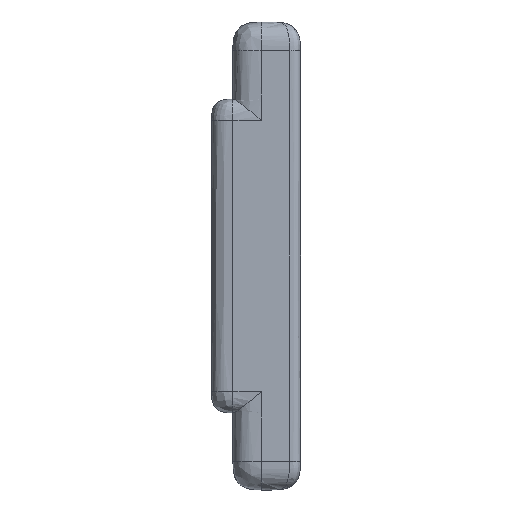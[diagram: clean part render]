
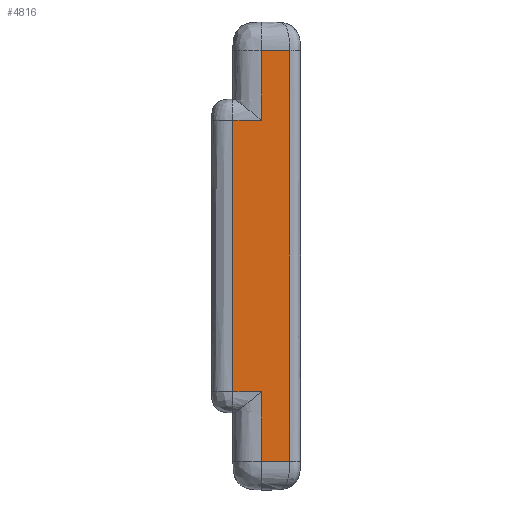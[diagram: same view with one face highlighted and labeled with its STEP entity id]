
A CAD part, left-side view. The second image highlights one B-rep face of the part: STEP entity #4816.
In plain terms, the highlighted planar face has unit normal (-1, 0, 0).
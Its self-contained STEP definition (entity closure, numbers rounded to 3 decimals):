
#53 = CARTESIAN_POINT ( 'NONE',  ( -29.4, 2.74, 11. ) ) ;
#446 = EDGE_CURVE ( 'NONE', #737, #13110, #7593, .T. ) ;
#737 = VERTEX_POINT ( 'NONE', #7328 ) ;
#956 = CARTESIAN_POINT ( 'NONE',  ( -29.4, 2.74, 9.5 ) ) ;
#1633 = EDGE_CURVE ( 'NONE', #4158, #14462, #12110, .T. ) ;
#1660 = VERTEX_POINT ( 'NONE', #11070 ) ;
#1725 = CARTESIAN_POINT ( 'NONE',  ( -29.4, 2.74, -11. ) ) ;
#2207 = CARTESIAN_POINT ( 'NONE',  ( -29.4, 2.74, 11. ) ) ;
#2866 = EDGE_CURVE ( 'NONE', #11493, #737, #15534, .T. ) ;
#2996 = B_SPLINE_CURVE_WITH_KNOTS ( 'NONE', 3,
 ( #5443, #5366, #14241, #9122 ),
 .UNSPECIFIED., .F., .F.,
 ( 4, 4 ),
 ( 0., 1. ),
 .UNSPECIFIED. ) ;
#3058 = CARTESIAN_POINT ( 'NONE',  ( -29.4, 4.073, 9.5 ) ) ;
#3180 = CARTESIAN_POINT ( 'NONE',  ( -29.4, 4.74, -9.5 ) ) ;
#3229 = CARTESIAN_POINT ( 'NONE',  ( -29.4, 0.75, 4.8 ) ) ;
#3267 = CARTESIAN_POINT ( 'NONE',  ( -29.4, 4.74, -9.5 ) ) ;
#3351 = CARTESIAN_POINT ( 'NONE',  ( -29.4, 2.74, -13.267 ) ) ;
#3731 = VERTEX_POINT ( 'NONE', #9723 ) ;
#3851 = VERTEX_POINT ( 'NONE', #6469 ) ;
#4158 = VERTEX_POINT ( 'NONE', #53 ) ;
#4213 = CARTESIAN_POINT ( 'NONE',  ( -29.4, 6.24, 11. ) ) ;
#4309 = CARTESIAN_POINT ( 'NONE',  ( -29.4, 2.74, 9.5 ) ) ;
#4341 = CARTESIAN_POINT ( 'NONE',  ( -29.4, 4.74, -3.167 ) ) ;
#4538 = B_SPLINE_CURVE_WITH_KNOTS ( 'NONE', 3,
 ( #12845, #13172, #6462, #6547 ),
 .UNSPECIFIED., .F., .F.,
 ( 4, 4 ),
 ( 0., 1. ),
 .UNSPECIFIED. ) ;
#4761 = ORIENTED_EDGE ( 'NONE', *, *, #1633, .T. ) ;
#4816 = ADVANCED_FACE ( 'NONE', ( #5536 ), #9047, .F. ) ;
#5109 = B_SPLINE_CURVE_WITH_KNOTS ( 'NONE', 3,
 ( #10720, #9577, #4341, #3180 ),
 .UNSPECIFIED., .F., .F.,
 ( 4, 4 ),
 ( 0., 1. ),
 .UNSPECIFIED. ) ;
#5366 = CARTESIAN_POINT ( 'NONE',  ( -29.4, 2.077, -14.4 ) ) ;
#5443 = CARTESIAN_POINT ( 'NONE',  ( -29.4, 2.74, -14.4 ) ) ;
#5536 = FACE_OUTER_BOUND ( 'NONE', #11712, .T. ) ;
#5753 = VERTEX_POINT ( 'NONE', #3267 ) ;
#6261 = CARTESIAN_POINT ( 'NONE',  ( -29.4, 1.413, 14.4 ) ) ;
#6344 = ORIENTED_EDGE ( 'NONE', *, *, #13050, .T. ) ;
#6462 = CARTESIAN_POINT ( 'NONE',  ( -29.4, 2.74, 12.133 ) ) ;
#6469 = CARTESIAN_POINT ( 'NONE',  ( -29.4, 2.74, -14.4 ) ) ;
#6547 = CARTESIAN_POINT ( 'NONE',  ( -29.4, 2.74, 11. ) ) ;
#6717 = CARTESIAN_POINT ( 'NONE',  ( -29.4, 2.74, -9.5 ) ) ;
#7086 = CARTESIAN_POINT ( 'NONE',  ( -29.4, 2.74, -12.133 ) ) ;
#7328 = CARTESIAN_POINT ( 'NONE',  ( -29.4, 0.75, 14.4 ) ) ;
#7593 = B_SPLINE_CURVE_WITH_KNOTS ( 'NONE', 3,
 ( #12568, #6261, #11316, #16384 ),
 .UNSPECIFIED., .F., .F.,
 ( 4, 4 ),
 ( 0., 1. ),
 .UNSPECIFIED. ) ;
#7841 = VERTEX_POINT ( 'NONE', #11964 ) ;
#8133 = CARTESIAN_POINT ( 'NONE',  ( -29.4, 4.74, 9.5 ) ) ;
#8299 = CARTESIAN_POINT ( 'NONE',  ( -29.4, 0.75, 14.4 ) ) ;
#8311 = EDGE_CURVE ( 'NONE', #5753, #1660, #8440, .T. ) ;
#8414 = CARTESIAN_POINT ( 'NONE',  ( -29.4, 2.74, -14.4 ) ) ;
#8440 = B_SPLINE_CURVE_WITH_KNOTS ( 'NONE', 3,
 ( #9956, #12594, #8718, #11347 ),
 .UNSPECIFIED., .F., .F.,
 ( 4, 4 ),
 ( 0., 1. ),
 .UNSPECIFIED. ) ;
#8553 = CARTESIAN_POINT ( 'NONE',  ( -29.4, 2.74, 9.5 ) ) ;
#8718 = CARTESIAN_POINT ( 'NONE',  ( -29.4, 3.407, -9.5 ) ) ;
#8854 = CARTESIAN_POINT ( 'NONE',  ( -29.4, 2.74, 10.5 ) ) ;
#8860 = ORIENTED_EDGE ( 'NONE', *, *, #8311, .T. ) ;
#8870 = AXIS2_PLACEMENT_3D ( 'NONE', #4213, #14415, #11758 ) ;
#9047 = PLANE ( 'NONE',  #8870 ) ;
#9122 = CARTESIAN_POINT ( 'NONE',  ( -29.4, 0.75, -14.4 ) ) ;
#9303 = CARTESIAN_POINT ( 'NONE',  ( -29.4, 2.74, -10. ) ) ;
#9317 = ORIENTED_EDGE ( 'NONE', *, *, #10429, .T. ) ;
#9545 = CARTESIAN_POINT ( 'NONE',  ( -29.4, 0.75, -4.8 ) ) ;
#9577 = CARTESIAN_POINT ( 'NONE',  ( -29.4, 4.74, 3.167 ) ) ;
#9723 = CARTESIAN_POINT ( 'NONE',  ( -29.4, 4.74, 9.5 ) ) ;
#9956 = CARTESIAN_POINT ( 'NONE',  ( -29.4, 4.74, -9.5 ) ) ;
#10274 = ORIENTED_EDGE ( 'NONE', *, *, #13759, .T. ) ;
#10429 = EDGE_CURVE ( 'NONE', #7841, #3851, #15406, .T. ) ;
#10720 = CARTESIAN_POINT ( 'NONE',  ( -29.4, 4.74, 9.5 ) ) ;
#11022 = ORIENTED_EDGE ( 'NONE', *, *, #15243, .T. ) ;
#11070 = CARTESIAN_POINT ( 'NONE',  ( -29.4, 2.74, -9.5 ) ) ;
#11316 = CARTESIAN_POINT ( 'NONE',  ( -29.4, 2.077, 14.4 ) ) ;
#11347 = CARTESIAN_POINT ( 'NONE',  ( -29.4, 2.74, -9.5 ) ) ;
#11493 = VERTEX_POINT ( 'NONE', #15902 ) ;
#11497 = ORIENTED_EDGE ( 'NONE', *, *, #14031, .T. ) ;
#11622 = ORIENTED_EDGE ( 'NONE', *, *, #446, .T. ) ;
#11651 = B_SPLINE_CURVE_WITH_KNOTS ( 'NONE', 3,
 ( #6717, #9303, #13087, #1725 ),
 .UNSPECIFIED., .F., .F.,
 ( 4, 4 ),
 ( 0., 1. ),
 .UNSPECIFIED. ) ;
#11712 = EDGE_LOOP ( 'NONE', ( #8860, #14807, #9317, #11497, #16081, #11622, #6344, #4761, #10274, #11022 ) ) ;
#11758 = DIRECTION ( 'NONE',  ( 0., 0., -1. ) ) ;
#11964 = CARTESIAN_POINT ( 'NONE',  ( -29.4, 2.74, -11. ) ) ;
#12093 = B_SPLINE_CURVE_WITH_KNOTS ( 'NONE', 3,
 ( #4309, #14426, #3058, #8133 ),
 .UNSPECIFIED., .F., .F.,
 ( 4, 4 ),
 ( 0., 1. ),
 .UNSPECIFIED. ) ;
#12110 = B_SPLINE_CURVE_WITH_KNOTS ( 'NONE', 3,
 ( #2207, #8854, #12319, #956 ),
 .UNSPECIFIED., .F., .F.,
 ( 4, 4 ),
 ( 0., 1. ),
 .UNSPECIFIED. ) ;
#12176 = CARTESIAN_POINT ( 'NONE',  ( -29.4, 0.75, -14.4 ) ) ;
#12319 = CARTESIAN_POINT ( 'NONE',  ( -29.4, 2.74, 10. ) ) ;
#12564 = EDGE_CURVE ( 'NONE', #1660, #7841, #11651, .T. ) ;
#12568 = CARTESIAN_POINT ( 'NONE',  ( -29.4, 0.75, 14.4 ) ) ;
#12594 = CARTESIAN_POINT ( 'NONE',  ( -29.4, 4.073, -9.5 ) ) ;
#12845 = CARTESIAN_POINT ( 'NONE',  ( -29.4, 2.74, 14.4 ) ) ;
#13050 = EDGE_CURVE ( 'NONE', #13110, #4158, #4538, .T. ) ;
#13087 = CARTESIAN_POINT ( 'NONE',  ( -29.4, 2.74, -10.5 ) ) ;
#13110 = VERTEX_POINT ( 'NONE', #16069 ) ;
#13172 = CARTESIAN_POINT ( 'NONE',  ( -29.4, 2.74, 13.267 ) ) ;
#13223 = CARTESIAN_POINT ( 'NONE',  ( -29.4, 2.74, -11. ) ) ;
#13759 = EDGE_CURVE ( 'NONE', #14462, #3731, #12093, .T. ) ;
#14031 = EDGE_CURVE ( 'NONE', #3851, #11493, #2996, .T. ) ;
#14241 = CARTESIAN_POINT ( 'NONE',  ( -29.4, 1.413, -14.4 ) ) ;
#14415 = DIRECTION ( 'NONE',  ( 1., 0., 0. ) ) ;
#14426 = CARTESIAN_POINT ( 'NONE',  ( -29.4, 3.407, 9.5 ) ) ;
#14462 = VERTEX_POINT ( 'NONE', #8553 ) ;
#14807 = ORIENTED_EDGE ( 'NONE', *, *, #12564, .T. ) ;
#15243 = EDGE_CURVE ( 'NONE', #3731, #5753, #5109, .T. ) ;
#15406 = B_SPLINE_CURVE_WITH_KNOTS ( 'NONE', 3,
 ( #13223, #7086, #3351, #8414 ),
 .UNSPECIFIED., .F., .F.,
 ( 4, 4 ),
 ( 0., 1. ),
 .UNSPECIFIED. ) ;
#15534 = B_SPLINE_CURVE_WITH_KNOTS ( 'NONE', 3,
 ( #12176, #9545, #3229, #8299 ),
 .UNSPECIFIED., .F., .F.,
 ( 4, 4 ),
 ( 0., 1. ),
 .UNSPECIFIED. ) ;
#15902 = CARTESIAN_POINT ( 'NONE',  ( -29.4, 0.75, -14.4 ) ) ;
#16069 = CARTESIAN_POINT ( 'NONE',  ( -29.4, 2.74, 14.4 ) ) ;
#16081 = ORIENTED_EDGE ( 'NONE', *, *, #2866, .T. ) ;
#16384 = CARTESIAN_POINT ( 'NONE',  ( -29.4, 2.74, 14.4 ) ) ;
